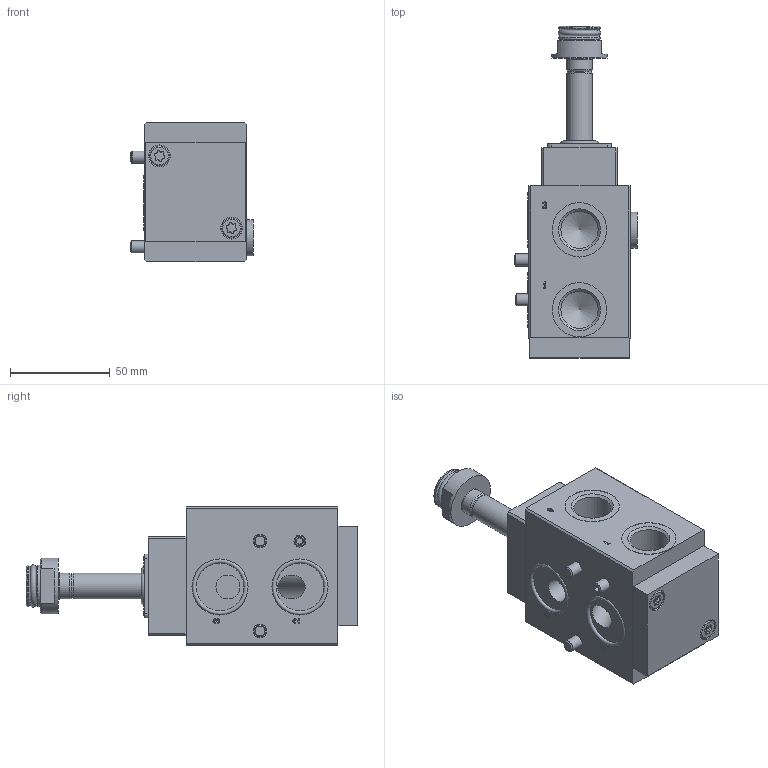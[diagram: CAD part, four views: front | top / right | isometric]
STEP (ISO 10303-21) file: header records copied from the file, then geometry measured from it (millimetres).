
FILE_DESCRIPTION(/* description */ ('STEP AP214'),/* implementation_level */ '2;1');
FILE_NAME(/* name */ '4527269_VOFC-LT-M32C-MC-FG13-F19A',/* time_stamp */ '2024-09-17T01:27:15+02:00',/* author */ ('License CC BY-ND 4.0'),/* organization */ ('CADENAS'),/* preprocessor_version */ 'ST-DEVELOPER v19.3',/* originating_system */ 'PARTsolutions',/* authorisation */ ' ');
FILE_SCHEMA (('AUTOMOTIVE_DESIGN {1 0 10303 214 3 1 1}'));
Length unit declared in the file: millimetre
Products named in the file (7): 4527269 VOFC-LT-M32C-MC-FG13-F19A; 2868687 VOFC-L-T-M32C-MC-FG13-F19A----(d); 2868687 VOFC-LT-M32C-MC-FG13-F19A-----(part); DIN-912 - M6x50(F); 200949 B-24x2-N; DIN-913 - M6x10; Blind-1/4-R---(part)
Assembly tree (8 placements, depth 2):
  4527269 VOFC-LT-M32C-MC-FG13-F19A
    2868687 VOFC-L-T-M32C-MC-FG13-F19A----(d)
    2868687 VOFC-LT-M32C-MC-FG13-F19A-----(part)
    DIN-912 - M6x50(F)  x2
    200949 B-24x2-N  x2
    DIN-913 - M6x10
    Blind-1/4-R---(part)
Bounding box: 61.5 x 166 x 70 mm (x, y, z)
Volume: 329411.1 mm3; surface area: 48286.7 mm2
Topology: 7 solids, 7 shells, 365 faces, 839 edges, 533 vertices
Faces by surface type: plane 200, cylinder 109, cone 44, torus 12
Full cylindrical faces by diameter (mm): 5.5 x1, 6 x3, 6.6 x2, 7 x2, 8 x2, 8.38 x4, 10 x4, 11 x4, 11.445 x1, 12 x2, 12.06 x1, 13 x2, 13.157 x2, 18 x1, 18.631 x2, 19 x1, 21 x2, 27.2 x2, 28 x1, 28.05 x2
Entity records: 11205 total; most frequent: DIRECTION 1634, CARTESIAN_POINT 1600, ORIENTED_EDGE 1400, EDGE_CURVE 700, AXIS2_PLACEMENT_3D 605, VERTEX_POINT 494, FACE_BOUND 460, EDGE_LOOP 454
